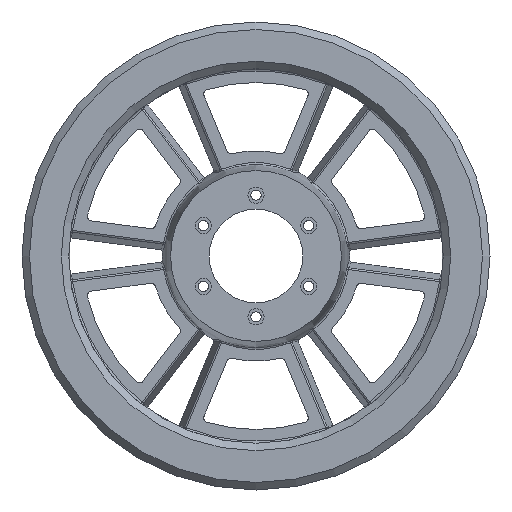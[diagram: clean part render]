
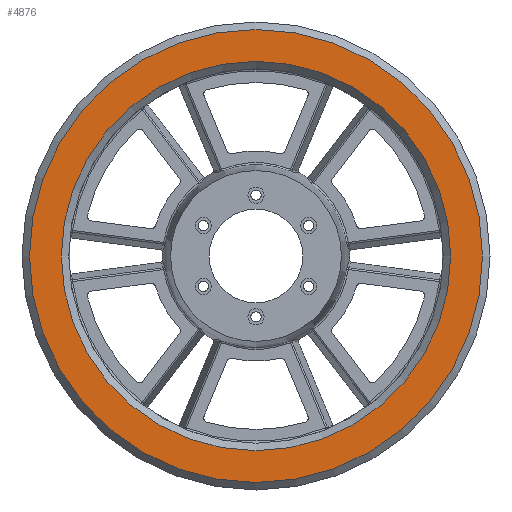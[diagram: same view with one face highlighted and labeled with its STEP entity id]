
A CAD part, front view. The second image highlights one B-rep face of the part: STEP entity #4876.
In plain terms, the highlighted planar face has unit normal (0, -1, 0).
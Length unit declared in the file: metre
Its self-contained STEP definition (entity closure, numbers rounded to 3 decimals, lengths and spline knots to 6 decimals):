
#789=PLANE('',#5412);
#1835=ORIENTED_EDGE('',*,*,#2893,.T.);
#1836=ORIENTED_EDGE('',*,*,#2894,.T.);
#2893=EDGE_CURVE('',#3442,#3442,#3762,.T.);
#2894=EDGE_CURVE('',#3443,#3443,#3763,.F.);
#3442=VERTEX_POINT('',#10042);
#3443=VERTEX_POINT('',#10044);
#3762=CIRCLE('',#5413,0.242);
#3763=CIRCLE('',#5414,0.208);
#4062=EDGE_LOOP('',(#1835));
#4063=EDGE_LOOP('',(#1836));
#4442=FACE_BOUND('',#4062,.T.);
#4443=FACE_BOUND('',#4063,.T.);
#4876=ADVANCED_FACE('',(#4442,#4443),#789,.T.);
#5412=AXIS2_PLACEMENT_3D('',#10040,#6478,#6479);
#5413=AXIS2_PLACEMENT_3D('',#10041,#6480,#6481);
#5414=AXIS2_PLACEMENT_3D('',#10043,#6482,#6483);
#6478=DIRECTION('',(0.,-1.,0.));
#6479=DIRECTION('',(1.,0.,0.));
#6480=DIRECTION('',(0.,-1.,0.));
#6481=DIRECTION('',(0.,0.,-1.));
#6482=DIRECTION('',(0.,-1.,0.));
#6483=DIRECTION('',(0.,0.,-1.));
#10040=CARTESIAN_POINT('',(0.,-0.075,0.057334));
#10041=CARTESIAN_POINT('',(0.,-0.075,0.));
#10042=CARTESIAN_POINT('',(0.,-0.075,-0.242));
#10043=CARTESIAN_POINT('',(0.,-0.075,0.));
#10044=CARTESIAN_POINT('',(0.,-0.075,-0.208));
